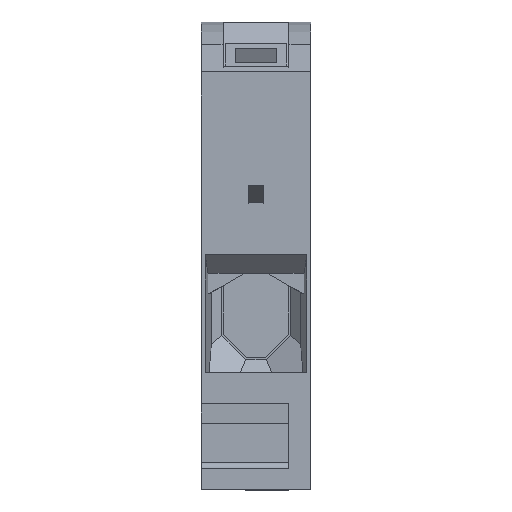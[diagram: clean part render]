
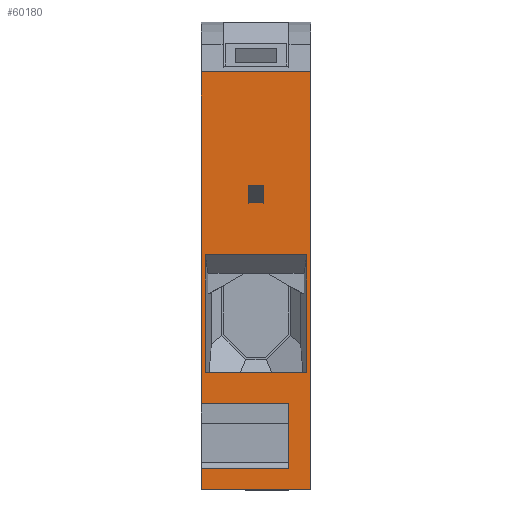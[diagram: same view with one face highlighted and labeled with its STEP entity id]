
A CAD part, front view. The second image highlights one B-rep face of the part: STEP entity #60180.
In plain terms, the highlighted face is planar.
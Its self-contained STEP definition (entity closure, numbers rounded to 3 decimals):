
#60=CARTESIAN_POINT('',(-42.15,29.322,
-7.68));
#70=DIRECTION('',(0.,-1.,0.));
#80=VECTOR('',#70,1.);
#90=LINE('',#60,#80);
#100=CARTESIAN_POINT('',(-42.15,63.065,
-7.68));
#110=VERTEX_POINT('',#100);
#120=CARTESIAN_POINT('',(-42.15,14.7,
-7.68));
#130=VERTEX_POINT('',#120);
#140=EDGE_CURVE('',#110,#130,#90,.T.);
#530=CARTESIAN_POINT('',(-42.15,5.2,
-7.68));
#540=VERTEX_POINT('',#530);
#570=CARTESIAN_POINT('',(-42.15,29.322,
-7.68));
#580=DIRECTION('',(0.,-1.,0.));
#590=VECTOR('',#580,1.);
#600=LINE('',#570,#590);
#610=CARTESIAN_POINT('',(-42.15,2.1,
-7.68));
#620=VERTEX_POINT('',#610);
#630=EDGE_CURVE('',#540,#620,#600,.T.);
#6690=CARTESIAN_POINT('',(-42.15,63.065,
-16.68));
#6700=DIRECTION('',(0.,0.,-1.));
#6710=VECTOR('',#6700,1.);
#6720=LINE('',#6690,#6710);
#6730=CARTESIAN_POINT('',(-42.15,63.065,
8.32));
#6740=VERTEX_POINT('',#6730);
#6750=EDGE_CURVE('',#6740,#110,#6720,.T.);
#58900=CARTESIAN_POINT('',(-42.15,2.1,
8.32));
#58910=VERTEX_POINT('',#58900);
#58940=CARTESIAN_POINT('',(-42.15,-19.861,
8.32));
#58950=DIRECTION('',(0.,-1.,0.));
#58960=VECTOR('',#58950,1.);
#58970=LINE('',#58940,#58960);
#58980=EDGE_CURVE('',#6740,#58910,#58970,.T.);
#59110=CARTESIAN_POINT('',(-42.15,5.2,
-7.68));
#59120=DIRECTION('',(1.,0.,0.));
#59130=DIRECTION('',(0.,1.,0.));
#59140=AXIS2_PLACEMENT_3D('',#59110,#59120,#59130);
#59150=PLANE('',#59140);
#59160=ORIENTED_EDGE('',*,*,#630,.T.);
#59170=CARTESIAN_POINT('',(-42.15,5.2,
-7.68));
#59180=DIRECTION('',(0.,0.,1.));
#59190=VECTOR('',#59180,1.);
#59200=LINE('',#59170,#59190);
#59210=CARTESIAN_POINT('',(-42.15,5.2,
5.12));
#59220=VERTEX_POINT('',#59210);
#59230=EDGE_CURVE('',#540,#59220,#59200,.T.);
#59240=ORIENTED_EDGE('',*,*,#59230,.F.);
#59250=CARTESIAN_POINT('',(-42.15,-19.861,
5.12));
#59260=DIRECTION('',(0.,1.,0.));
#59270=VECTOR('',#59260,1.);
#59280=LINE('',#59250,#59270);
#59290=CARTESIAN_POINT('',(-42.15,14.7,
5.12));
#59300=VERTEX_POINT('',#59290);
#59310=EDGE_CURVE('',#59220,#59300,#59280,.T.);
#59320=ORIENTED_EDGE('',*,*,#59310,.F.);
#59330=CARTESIAN_POINT('',(-42.15,14.7,
-16.68));
#59340=DIRECTION('',(0.,0.,-1.));
#59350=VECTOR('',#59340,1.);
#59360=LINE('',#59330,#59350);
#59370=EDGE_CURVE('',#59300,#130,#59360,.T.);
#59380=ORIENTED_EDGE('',*,*,#59370,.F.);
#59390=ORIENTED_EDGE('',*,*,#140,.T.);
#59400=ORIENTED_EDGE('',*,*,#6750,.T.);
#59410=ORIENTED_EDGE('',*,*,#58980,.F.);
#59420=CARTESIAN_POINT('',(-42.15,2.1,
-16.68));
#59430=DIRECTION('',(0.,0.,-1.));
#59440=VECTOR('',#59430,1.);
#59450=LINE('',#59420,#59440);
#59460=EDGE_CURVE('',#58910,#620,#59450,.T.);
#59470=ORIENTED_EDGE('',*,*,#59460,.F.);
#59480=EDGE_LOOP('',(#59470,#59410,#59400,#59390,#59380,#59320,#59240,
#59160));
#59490=FACE_OUTER_BOUND('',#59480,.T.);
#59500=CARTESIAN_POINT('',(-42.15,43.987,
-16.68));
#59510=DIRECTION('',(0.,0.,1.));
#59520=VECTOR('',#59510,1.);
#59530=LINE('',#59500,#59520);
#59540=CARTESIAN_POINT('',(-42.15,43.987,
-0.83));
#59550=VERTEX_POINT('',#59540);
#59560=CARTESIAN_POINT('',(-42.15,43.987,
1.47));
#59570=VERTEX_POINT('',#59560);
#59580=EDGE_CURVE('',#59550,#59570,#59530,.T.);
#59590=ORIENTED_EDGE('',*,*,#59580,.F.);
#59600=CARTESIAN_POINT('',(-42.15,-19.861,
1.47));
#59610=DIRECTION('',(0.,1.,0.));
#59620=VECTOR('',#59610,1.);
#59630=LINE('',#59600,#59620);
#59640=CARTESIAN_POINT('',(-42.15,46.551,
1.47));
#59650=VERTEX_POINT('',#59640);
#59660=EDGE_CURVE('',#59570,#59650,#59630,.T.);
#59670=ORIENTED_EDGE('',*,*,#59660,.F.);
#59680=CARTESIAN_POINT('',(-42.15,46.551,
-16.68));
#59690=DIRECTION('',(0.,0.,-1.));
#59700=VECTOR('',#59690,1.);
#59710=LINE('',#59680,#59700);
#59720=CARTESIAN_POINT('',(-42.15,46.551,
-0.83));
#59730=VERTEX_POINT('',#59720);
#59740=EDGE_CURVE('',#59650,#59730,#59710,.T.);
#59750=ORIENTED_EDGE('',*,*,#59740,.F.);
#59760=CARTESIAN_POINT('',(-42.15,-19.861,
-0.83));
#59770=DIRECTION('',(0.,1.,0.));
#59780=VECTOR('',#59770,1.);
#59790=LINE('',#59760,#59780);
#59800=EDGE_CURVE('',#59550,#59730,#59790,.T.);
#59810=ORIENTED_EDGE('',*,*,#59800,.T.);
#59820=EDGE_LOOP('',(#59810,#59750,#59670,#59590));
#59830=FACE_BOUND('',#59820,.T.);
#59840=CARTESIAN_POINT('',(-42.15,19.2,
-16.68));
#59850=DIRECTION('',(0.,0.,1.));
#59860=VECTOR('',#59850,1.);
#59870=LINE('',#59840,#59860);
#59880=CARTESIAN_POINT('',(-42.15,19.2,
-7.08));
#59890=VERTEX_POINT('',#59880);
#59900=CARTESIAN_POINT('',(-42.15,19.2,
7.72));
#59910=VERTEX_POINT('',#59900);
#59920=EDGE_CURVE('',#59890,#59910,#59870,.T.);
#59930=ORIENTED_EDGE('',*,*,#59920,.F.);
#59940=CARTESIAN_POINT('',(-42.15,-19.861,
7.72));
#59950=DIRECTION('',(0.,-1.,0.));
#59960=VECTOR('',#59950,1.);
#59970=LINE('',#59940,#59960);
#59980=CARTESIAN_POINT('',(-42.15,36.4,
7.72));
#59990=VERTEX_POINT('',#59980);
#60000=EDGE_CURVE('',#59990,#59910,#59970,.T.);
#60010=ORIENTED_EDGE('',*,*,#60000,.T.);
#60020=CARTESIAN_POINT('',(-42.15,36.4,
-16.68));
#60030=DIRECTION('',(0.,0.,-1.));
#60040=VECTOR('',#60030,1.);
#60050=LINE('',#60020,#60040);
#60060=CARTESIAN_POINT('',(-42.15,36.4,
-7.08));
#60070=VERTEX_POINT('',#60060);
#60080=EDGE_CURVE('',#59990,#60070,#60050,.T.);
#60090=ORIENTED_EDGE('',*,*,#60080,.F.);
#60100=CARTESIAN_POINT('',(-42.15,-19.861,
-7.08));
#60110=DIRECTION('',(0.,-1.,0.));
#60120=VECTOR('',#60110,1.);
#60130=LINE('',#60100,#60120);
#60140=EDGE_CURVE('',#60070,#59890,#60130,.T.);
#60150=ORIENTED_EDGE('',*,*,#60140,.F.);
#60160=EDGE_LOOP('',(#60150,#60090,#60010,#59930));
#60170=FACE_BOUND('',#60160,.T.);
#60180=ADVANCED_FACE('',(#59490,#59830,#60170),#59150,.F.);
